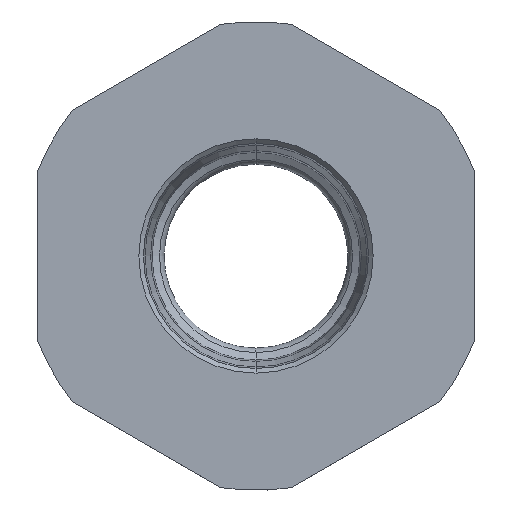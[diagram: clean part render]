
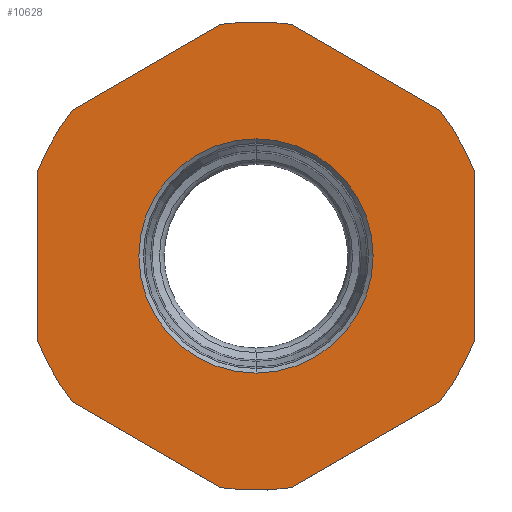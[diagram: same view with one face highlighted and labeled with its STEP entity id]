
A CAD part, top view. The second image highlights one B-rep face of the part: STEP entity #10628.
In plain terms, the highlighted planar face has unit normal (0, 0, 1).
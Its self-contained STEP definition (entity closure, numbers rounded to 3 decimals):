
#3412=CARTESIAN_POINT('',(0.,0.,0.));
#3413=DIRECTION('',(0.,0.,-1.));
#3414=DIRECTION('',(-0.931,0.364,0.));
#3415=AXIS2_PLACEMENT_3D('',#3412,#3413,#3414);
#3426=DIRECTION('',(-0.866,-0.5,0.));
#3427=VECTOR('',#3426,7.427);
#3428=CARTESIAN_POINT('',(-1.534,10.084,0.));
#3429=LINE('',#3428,#3427);
#3430=DIRECTION('',(0.866,-0.5,0.));
#3431=VECTOR('',#3430,7.427);
#3432=CARTESIAN_POINT('',(1.534,10.084,0.));
#3433=LINE('',#3432,#3431);
#3434=DIRECTION('',(0.,-1.,0.));
#3435=VECTOR('',#3434,7.427);
#3436=CARTESIAN_POINT('',(9.5,3.713,0.));
#3437=LINE('',#3436,#3435);
#3438=DIRECTION('',(0.866,0.5,0.));
#3439=VECTOR('',#3438,7.427);
#3440=CARTESIAN_POINT('',(1.534,-10.084,0.));
#3441=LINE('',#3440,#3439);
#3442=DIRECTION('',(-0.866,0.5,0.));
#3443=VECTOR('',#3442,7.427);
#3444=CARTESIAN_POINT('',(-1.534,-10.084,0.));
#3445=LINE('',#3444,#3443);
#3446=DIRECTION('',(0.,1.,0.));
#3447=VECTOR('',#3446,7.427);
#3448=CARTESIAN_POINT('',(-9.5,-3.713,0.));
#3449=LINE('',#3448,#3447);
#3450=CARTESIAN_POINT('',(0.,0.,0.));
#3451=DIRECTION('',(0.,0.,1.));
#3452=DIRECTION('',(0.,-1.,0.));
#3453=AXIS2_PLACEMENT_3D('',#3450,#3451,#3452);
#3455=CARTESIAN_POINT('',(0.,0.,0.));
#3456=DIRECTION('',(0.,0.,1.));
#3457=DIRECTION('',(0.,1.,0.));
#3458=AXIS2_PLACEMENT_3D('',#3455,#3456,#3457);
#3460=CARTESIAN_POINT('',(0.,0.,0.));
#3461=DIRECTION('',(0.,0.,1.));
#3462=DIRECTION('',(0.15,0.989,0.));
#3463=AXIS2_PLACEMENT_3D('',#3460,#3461,#3462);
#3491=CARTESIAN_POINT('',(0.,0.,0.));
#3492=DIRECTION('',(0.,0.,1.));
#3493=DIRECTION('',(0.931,0.364,0.));
#3494=AXIS2_PLACEMENT_3D('',#3491,#3492,#3493);
#3509=CARTESIAN_POINT('',(0.,0.,0.));
#3510=DIRECTION('',(0.,0.,1.));
#3511=DIRECTION('',(0.781,-0.625,0.));
#3512=AXIS2_PLACEMENT_3D('',#3509,#3510,#3511);
#3523=CARTESIAN_POINT('',(0.,0.,0.));
#3524=DIRECTION('',(0.,0.,1.));
#3525=DIRECTION('',(-0.15,-0.989,0.));
#3526=AXIS2_PLACEMENT_3D('',#3523,#3524,#3525);
#3545=CARTESIAN_POINT('',(0.,0.,0.));
#3546=DIRECTION('',(0.,0.,-1.));
#3547=DIRECTION('',(-0.781,-0.625,0.));
#3548=AXIS2_PLACEMENT_3D('',#3545,#3546,#3547);
#5351=CARTESIAN_POINT('',(-1.534,10.084,0.));
#5352=CARTESIAN_POINT('',(-7.966,6.37,0.));
#5353=VERTEX_POINT('',#5351);
#5354=VERTEX_POINT('',#5352);
#5355=CARTESIAN_POINT('',(1.534,10.084,0.));
#5356=CARTESIAN_POINT('',(7.966,6.37,0.));
#5357=VERTEX_POINT('',#5355);
#5358=VERTEX_POINT('',#5356);
#5359=CARTESIAN_POINT('',(9.5,3.713,0.));
#5360=CARTESIAN_POINT('',(9.5,-3.713,0.));
#5361=VERTEX_POINT('',#5359);
#5362=VERTEX_POINT('',#5360);
#5363=CARTESIAN_POINT('',(1.534,-10.084,0.));
#5364=CARTESIAN_POINT('',(7.966,-6.37,0.));
#5365=VERTEX_POINT('',#5363);
#5366=VERTEX_POINT('',#5364);
#5367=CARTESIAN_POINT('',(-1.534,-10.084,0.));
#5368=CARTESIAN_POINT('',(-7.966,-6.37,0.));
#5369=VERTEX_POINT('',#5367);
#5370=VERTEX_POINT('',#5368);
#5371=CARTESIAN_POINT('',(-9.5,-3.713,0.));
#5372=CARTESIAN_POINT('',(-9.5,3.713,0.));
#5373=VERTEX_POINT('',#5371);
#5374=VERTEX_POINT('',#5372);
#5615=CARTESIAN_POINT('',(0.,-5.1,0.));
#5616=CARTESIAN_POINT('',(0.,5.1,0.));
#5617=VERTEX_POINT('',#5615);
#5618=VERTEX_POINT('',#5616);
#10593=CARTESIAN_POINT('',(0.,0.,0.));
#10594=DIRECTION('',(0.,0.,1.));
#10595=DIRECTION('',(0.,1.,0.));
#10596=AXIS2_PLACEMENT_3D('',#10593,#10594,#10595);
#10597=PLANE('',#10596);
#10598=ORIENTED_EDGE('',*,*,#10574,.F.);
#10600=ORIENTED_EDGE('',*,*,#10599,.F.);
#10602=ORIENTED_EDGE('',*,*,#10601,.T.);
#10604=ORIENTED_EDGE('',*,*,#10603,.F.);
#10606=ORIENTED_EDGE('',*,*,#10605,.T.);
#10608=ORIENTED_EDGE('',*,*,#10607,.F.);
#10610=ORIENTED_EDGE('',*,*,#10609,.F.);
#10612=ORIENTED_EDGE('',*,*,#10611,.F.);
#10614=ORIENTED_EDGE('',*,*,#10613,.T.);
#10616=ORIENTED_EDGE('',*,*,#10615,.T.);
#10618=ORIENTED_EDGE('',*,*,#10617,.T.);
#10619=ORIENTED_EDGE('',*,*,#10585,.T.);
#10620=EDGE_LOOP('',(#10598,#10600,#10602,#10604,#10606,#10608,#10610,#10612,
#10614,#10616,#10618,#10619));
#10621=FACE_OUTER_BOUND('',#10620,.F.);
#10623=ORIENTED_EDGE('',*,*,#10622,.T.);
#10625=ORIENTED_EDGE('',*,*,#10624,.T.);
#10626=EDGE_LOOP('',(#10623,#10625));
#10627=FACE_BOUND('',#10626,.F.);
#3416=CIRCLE('',#3415,10.2);
#3454=CIRCLE('',#3453,5.1);
#3459=CIRCLE('',#3458,5.1);
#3464=CIRCLE('',#3463,10.2);
#3495=CIRCLE('',#3494,10.2);
#3513=CIRCLE('',#3512,10.2);
#3527=CIRCLE('',#3526,10.2);
#3549=CIRCLE('',#3548,10.2);
#10574=EDGE_CURVE('',#5353,#5354,#3429,.T.);
#10585=EDGE_CURVE('',#5374,#5354,#3416,.T.);
#10599=EDGE_CURVE('',#5357,#5353,#3464,.T.);
#10601=EDGE_CURVE('',#5357,#5358,#3433,.T.);
#10603=EDGE_CURVE('',#5361,#5358,#3495,.T.);
#10605=EDGE_CURVE('',#5361,#5362,#3437,.T.);
#10607=EDGE_CURVE('',#5366,#5362,#3513,.T.);
#10609=EDGE_CURVE('',#5365,#5366,#3441,.T.);
#10611=EDGE_CURVE('',#5369,#5365,#3527,.T.);
#10613=EDGE_CURVE('',#5369,#5370,#3445,.T.);
#10615=EDGE_CURVE('',#5370,#5373,#3549,.T.);
#10617=EDGE_CURVE('',#5373,#5374,#3449,.T.);
#10622=EDGE_CURVE('',#5617,#5618,#3454,.T.);
#10624=EDGE_CURVE('',#5618,#5617,#3459,.T.);
#10628=ADVANCED_FACE('',(#10621,#10627),#10597,.T.);
